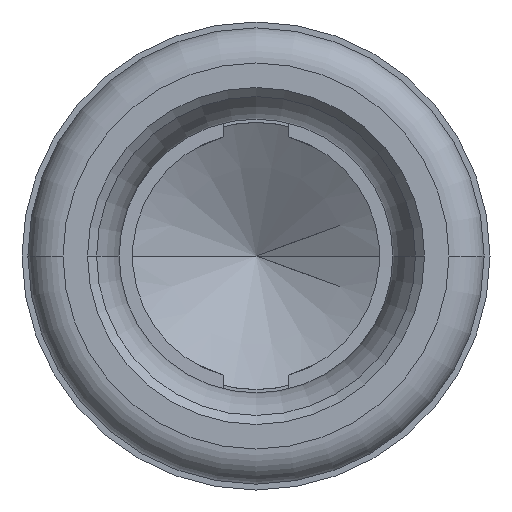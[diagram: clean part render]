
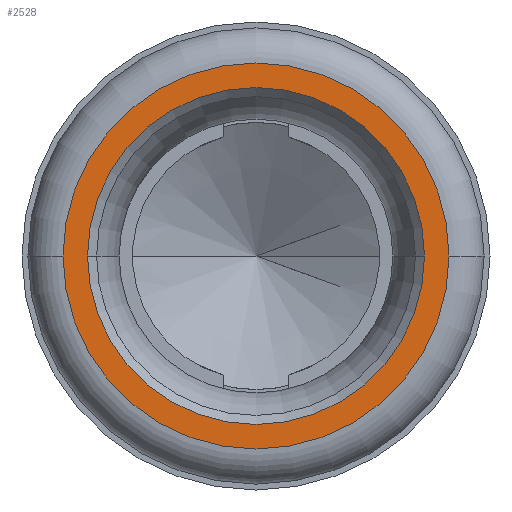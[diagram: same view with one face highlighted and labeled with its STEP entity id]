
A CAD part, left-side view. The second image highlights one B-rep face of the part: STEP entity #2528.
In plain terms, the highlighted planar face has unit normal (-1, 0, 0).
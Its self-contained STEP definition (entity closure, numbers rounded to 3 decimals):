
#955=CARTESIAN_POINT('',(-6.254,0.,0.));
#956=DIRECTION('',(-1.,0.,0.));
#957=DIRECTION('',(0.,1.,0.));
#958=AXIS2_PLACEMENT_3D('',#955,#956,#957);
#960=CARTESIAN_POINT('',(-6.254,0.,0.));
#961=DIRECTION('',(1.,0.,0.));
#962=DIRECTION('',(0.,1.,0.));
#963=AXIS2_PLACEMENT_3D('',#960,#961,#962);
#965=CARTESIAN_POINT('',(-6.254,0.,0.));
#966=DIRECTION('',(-1.,0.,0.));
#967=DIRECTION('',(0.,1.,0.));
#968=AXIS2_PLACEMENT_3D('',#965,#966,#967);
#970=CARTESIAN_POINT('',(-6.254,0.,0.));
#971=DIRECTION('',(1.,0.,0.));
#972=DIRECTION('',(0.,1.,0.));
#973=AXIS2_PLACEMENT_3D('',#970,#971,#972);
#1556=CARTESIAN_POINT('',(-6.254,0.55,0.));
#1558=VERTEX_POINT('',#1556);
#1559=CARTESIAN_POINT('',(-6.254,0.48,0.));
#1561=VERTEX_POINT('',#1559);
#1566=CARTESIAN_POINT('',(-6.254,-0.55,0.));
#1568=VERTEX_POINT('',#1566);
#1569=CARTESIAN_POINT('',(-6.254,-0.48,0.));
#1571=VERTEX_POINT('',#1569);
#2513=CARTESIAN_POINT('',(-6.254,0.,0.));
#2514=DIRECTION('',(1.,0.,0.));
#2515=DIRECTION('',(0.,-1.,0.));
#2516=AXIS2_PLACEMENT_3D('',#2513,#2514,#2515);
#2517=PLANE('',#2516);
#2519=ORIENTED_EDGE('',*,*,#2518,.F.);
#2521=ORIENTED_EDGE('',*,*,#2520,.T.);
#2522=EDGE_LOOP('',(#2519,#2521));
#2523=FACE_OUTER_BOUND('',#2522,.F.);
#2524=ORIENTED_EDGE('',*,*,#2506,.F.);
#2525=ORIENTED_EDGE('',*,*,#2495,.T.);
#2526=EDGE_LOOP('',(#2524,#2525));
#2527=FACE_BOUND('',#2526,.F.);
#2528=ADVANCED_FACE('',(#2523,#2527),#2517,.F.);
#959=CIRCLE('',#958,0.48);
#964=CIRCLE('',#963,0.48);
#969=CIRCLE('',#968,0.55);
#974=CIRCLE('',#973,0.55);
#2495=EDGE_CURVE('',#1561,#1571,#959,.T.);
#2506=EDGE_CURVE('',#1561,#1571,#964,.T.);
#2518=EDGE_CURVE('',#1558,#1568,#969,.T.);
#2520=EDGE_CURVE('',#1558,#1568,#974,.T.);
